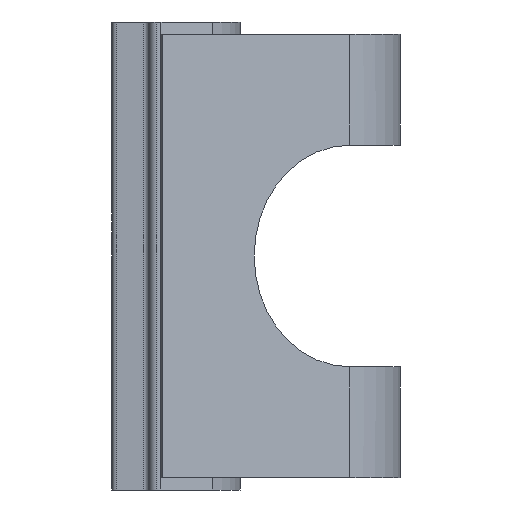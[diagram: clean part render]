
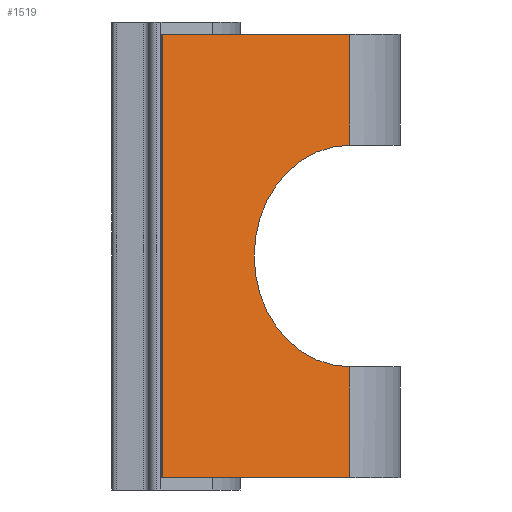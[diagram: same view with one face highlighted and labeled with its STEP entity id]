
A CAD part, left-side view. The second image highlights one B-rep face of the part: STEP entity #1519.
In plain terms, the highlighted planar face has unit normal (-0.866, -0.5, 0).
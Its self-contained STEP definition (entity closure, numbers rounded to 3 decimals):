
#19 = VERTEX_POINT ( 'NONE', #1070 ) ;
#47 = VERTEX_POINT ( 'NONE', #1118 ) ;
#49 = VERTEX_POINT ( 'NONE', #1116 ) ;
#58 = VERTEX_POINT ( 'NONE', #1109 ) ;
#76 = VERTEX_POINT ( 'NONE', #1128 ) ;
#83 = EDGE_LOOP ( 'NONE', ( #964, #981, #985, #983, #967, #969 ) ) ;
#205 = LINE ( 'NONE', #1362, #307 ) ;
#217 = FACE_OUTER_BOUND ( 'NONE', #83, .T. ) ;
#265 = LINE ( 'NONE', #674, #400 ) ;
#268 = LINE ( 'NONE', #683, #405 ) ;
#269 = LINE ( 'NONE', #685, #406 ) ;
#270 = LINE ( 'NONE', #687, #408 ) ;
#305 = AXIS2_PLACEMENT_3D ( 'NONE', #1406, #1405, #1398 ) ;
#307 = VECTOR ( 'NONE', #1363, 1000. ) ;
#399 = CIRCLE ( 'NONE', #404, 4.5 ) ;
#400 = VECTOR ( 'NONE', #675, 1000. ) ;
#404 = AXIS2_PLACEMENT_3D ( 'NONE', #680, #681, #682 ) ;
#405 = VECTOR ( 'NONE', #684, 1000. ) ;
#406 = VECTOR ( 'NONE', #686, 1000. ) ;
#408 = VECTOR ( 'NONE', #688, 1000. ) ;
#674 = CARTESIAN_POINT ( 'NONE',  ( -7.019, -2.04, 9. ) ) ;
#675 = DIRECTION ( 'NONE',  ( 0., 0., -1. ) ) ;
#680 = CARTESIAN_POINT ( 'NONE',  ( -2.614, -9.67, 0. ) ) ;
#681 = DIRECTION ( 'NONE',  ( -0.866, -0.5, 0. ) ) ;
#682 = DIRECTION ( 'NONE',  ( 0.5, -0.866, 0. ) ) ;
#683 = CARTESIAN_POINT ( 'NONE',  ( -2.625, -9.65, 9. ) ) ;
#684 = DIRECTION ( 'NONE',  ( 0., 0., -1. ) ) ;
#685 = CARTESIAN_POINT ( 'NONE',  ( -7.019, -2.04, 9. ) ) ;
#686 = DIRECTION ( 'NONE',  ( 0.5, -0.866, 0. ) ) ;
#687 = CARTESIAN_POINT ( 'NONE',  ( -7.019, -2.04, -9. ) ) ;
#688 = DIRECTION ( 'NONE',  ( 0.5, -0.866, 0. ) ) ;
#964 = ORIENTED_EDGE ( 'NONE', *, *, #1595, .F. ) ;
#967 = ORIENTED_EDGE ( 'NONE', *, *, #1591, .T. ) ;
#969 = ORIENTED_EDGE ( 'NONE', *, *, #1597, .T. ) ;
#981 = ORIENTED_EDGE ( 'NONE', *, *, #1594, .F. ) ;
#983 = ORIENTED_EDGE ( 'NONE', *, *, #1596, .F. ) ;
#985 = ORIENTED_EDGE ( 'NONE', *, *, #1505, .F. ) ;
#1070 = CARTESIAN_POINT ( 'NONE',  ( -2.625, -9.65, 9. ) ) ;
#1109 = CARTESIAN_POINT ( 'NONE',  ( -2.625, -9.65, 4.5 ) ) ;
#1116 = CARTESIAN_POINT ( 'NONE',  ( -2.625, -9.65, -4.5 ) ) ;
#1118 = CARTESIAN_POINT ( 'NONE',  ( -2.625, -9.65, -9. ) ) ;
#1128 = CARTESIAN_POINT ( 'NONE',  ( -7.019, -2.04, 9. ) ) ;
#1154 = CARTESIAN_POINT ( 'NONE',  ( -7.019, -2.04, -9. ) ) ;
#1362 = CARTESIAN_POINT ( 'NONE',  ( -2.625, -9.65, 9. ) ) ;
#1363 = DIRECTION ( 'NONE',  ( 0., 0., -1. ) ) ;
#1398 = DIRECTION ( 'NONE',  ( -0.5, 0.866, 0. ) ) ;
#1405 = DIRECTION ( 'NONE',  ( 0.866, 0.5, 0. ) ) ;
#1406 = CARTESIAN_POINT ( 'NONE',  ( -7.019, -2.04, 9. ) ) ;
#1413 = PLANE ( 'NONE',  #305 ) ;
#1432 = VERTEX_POINT ( 'NONE', #1154 ) ;
#1505 = EDGE_CURVE ( 'NONE', #19, #58, #205, .T. ) ;
#1519 = ADVANCED_FACE ( 'NONE', ( #217 ), #1413, .F. ) ;
#1591 = EDGE_CURVE ( 'NONE', #76, #1432, #265, .T. ) ;
#1594 = EDGE_CURVE ( 'NONE', #58, #49, #399, .T. ) ;
#1595 = EDGE_CURVE ( 'NONE', #49, #47, #268, .T. ) ;
#1596 = EDGE_CURVE ( 'NONE', #76, #19, #269, .T. ) ;
#1597 = EDGE_CURVE ( 'NONE', #1432, #47, #270, .T. ) ;
